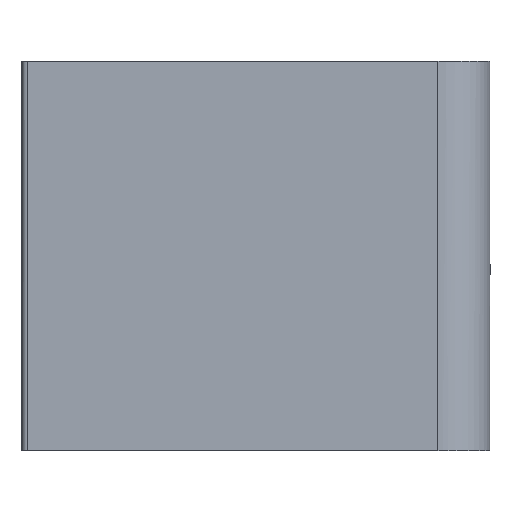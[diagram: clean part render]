
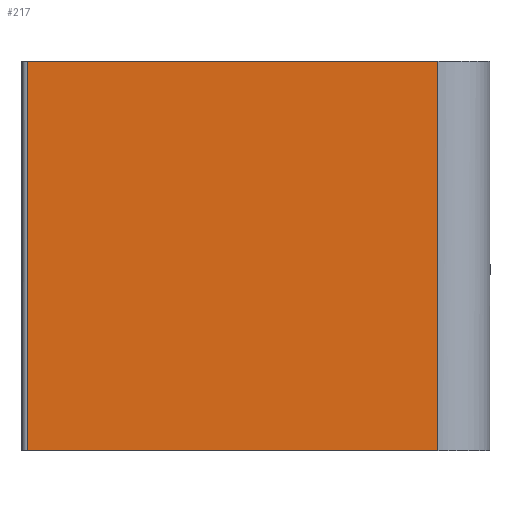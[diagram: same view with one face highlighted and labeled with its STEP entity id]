
A CAD part, front view. The second image highlights one B-rep face of the part: STEP entity #217.
In plain terms, the highlighted free-form (B-spline) face has degree [1, 1] with [2, 2] control points.
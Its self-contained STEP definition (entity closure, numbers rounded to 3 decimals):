
#217 = ADVANCED_FACE('',(#218),#248,.T.);
#218 = FACE_BOUND('',#219,.T.);
#219 = EDGE_LOOP('',(#220,#229,#236,#243));
#220 = ORIENTED_EDGE('',*,*,#221,.F.);
#221 = EDGE_CURVE('',#222,#224,#226,.T.);
#222 = VERTEX_POINT('',#223);
#223 = CARTESIAN_POINT('',(-117.528,-20.695,0.));
#224 = VERTEX_POINT('',#225);
#225 = CARTESIAN_POINT('',(-136.697,-20.695,0.));
#226 = B_SPLINE_CURVE_WITH_KNOTS('',1,(#227,#228),.UNSPECIFIED.,.F.,.F.,
  (2,2),(2.,17.8),.PIECEWISE_BEZIER_KNOTS.);
#227 = CARTESIAN_POINT('',(-117.528,-20.695,0.));
#228 = CARTESIAN_POINT('',(-136.697,-20.695,0.));
#229 = ORIENTED_EDGE('',*,*,#230,.T.);
#230 = EDGE_CURVE('',#222,#231,#233,.T.);
#231 = VERTEX_POINT('',#232);
#232 = CARTESIAN_POINT('',(-117.528,-20.695,
    18.199));
#233 = B_SPLINE_CURVE_WITH_KNOTS('',1,(#234,#235),.UNSPECIFIED.,.F.,.F.,
  (2,2),(-15.,0.),.PIECEWISE_BEZIER_KNOTS.);
#234 = CARTESIAN_POINT('',(-117.528,-20.695,0.));
#235 = CARTESIAN_POINT('',(-117.528,-20.695,
    18.199));
#236 = ORIENTED_EDGE('',*,*,#237,.T.);
#237 = EDGE_CURVE('',#231,#238,#240,.T.);
#238 = VERTEX_POINT('',#239);
#239 = CARTESIAN_POINT('',(-136.697,-20.695,
    18.199));
#240 = B_SPLINE_CURVE_WITH_KNOTS('',1,(#241,#242),.UNSPECIFIED.,.F.,.F.,
  (2,2),(2.,17.8),.PIECEWISE_BEZIER_KNOTS.);
#241 = CARTESIAN_POINT('',(-117.528,-20.695,
    18.199));
#242 = CARTESIAN_POINT('',(-136.697,-20.695,
    18.199));
#243 = ORIENTED_EDGE('',*,*,#244,.T.);
#244 = EDGE_CURVE('',#238,#224,#245,.T.);
#245 = B_SPLINE_CURVE_WITH_KNOTS('',1,(#246,#247),.UNSPECIFIED.,.F.,.F.,
  (2,2),(0.,15.),.PIECEWISE_BEZIER_KNOTS.);
#246 = CARTESIAN_POINT('',(-136.697,-20.695,
    18.199));
#247 = CARTESIAN_POINT('',(-136.697,-20.695,0.));
#248 = B_SPLINE_SURFACE_WITH_KNOTS('',1,1,(
    (#249,#250)
    ,(#251,#252
    )),.UNSPECIFIED.,.F.,.F.,.F.,(2,2),(2,2),(-17.8,-2.),(-15.,0.),
  .PIECEWISE_BEZIER_KNOTS.);
#249 = CARTESIAN_POINT('',(-136.697,-20.695,0.));
#250 = CARTESIAN_POINT('',(-136.697,-20.695,
    18.199));
#251 = CARTESIAN_POINT('',(-117.528,-20.695,0.));
#252 = CARTESIAN_POINT('',(-117.528,-20.695,
    18.199));
